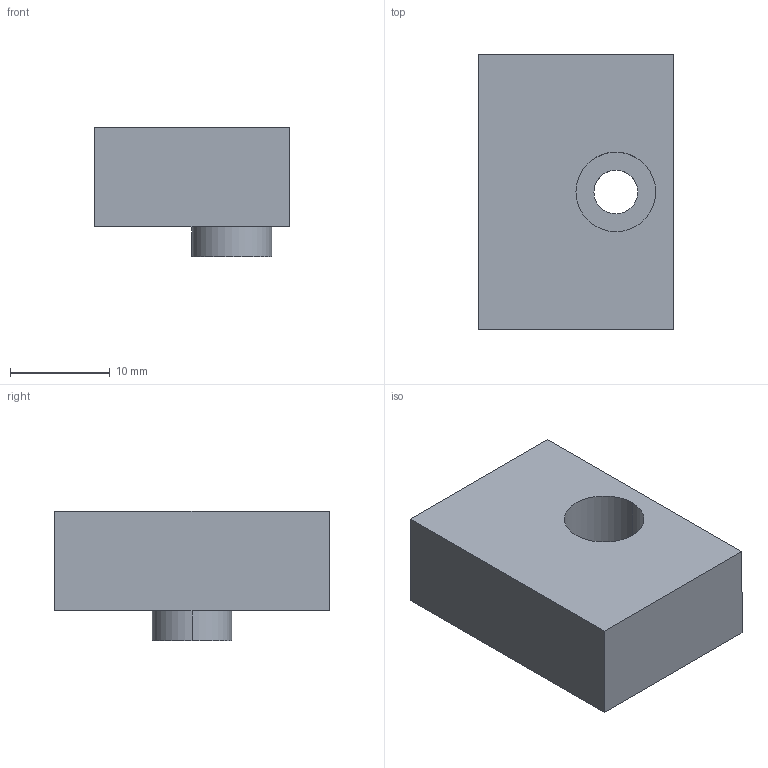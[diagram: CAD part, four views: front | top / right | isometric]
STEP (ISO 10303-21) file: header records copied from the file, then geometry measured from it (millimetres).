
FILE_DESCRIPTION (( 'STEP AP214' ), '1' );
FILE_NAME ('Thigh_Positioning_Block_Qty2.STEP', '2026-01-04T09:23:56', ( '' ), ( '' ), 'SwSTEP 2.0', 'SolidWorks 2021', '' );
FILE_SCHEMA (( 'AUTOMOTIVE_DESIGN' ));
Length unit declared in the file: millimetre
Products named in the file (1): ȶλ1
Bounding box: 19.57 x 27.57 x 13 mm (x, y, z)
Volume: 5138.2 mm3; surface area: 2314.4 mm2
Topology: 1 solids, 1 shells, 14 faces, 30 edges, 20 vertices
Faces by surface type: plane 8, cylinder 6
Entity records: 424 total; most frequent: DIRECTION 72, CARTESIAN_POINT 65, ORIENTED_EDGE 60, EDGE_CURVE 30, AXIS2_PLACEMENT_3D 27, VERTEX_POINT 20, VECTOR 18, EDGE_LOOP 18
